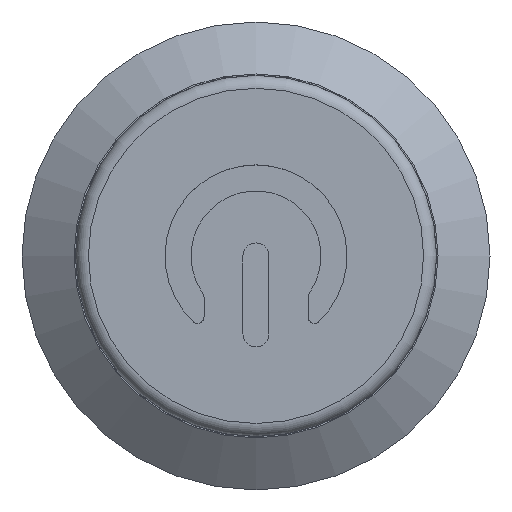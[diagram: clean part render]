
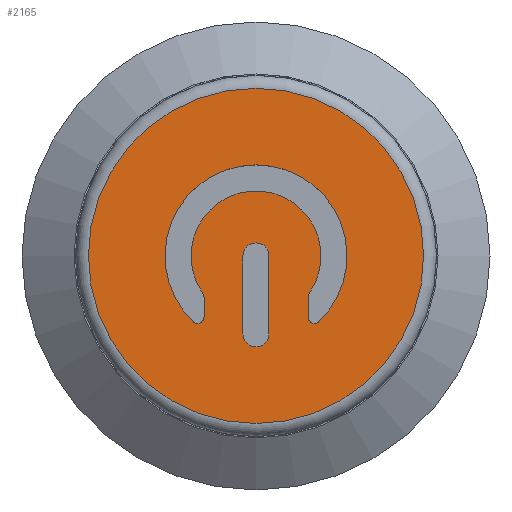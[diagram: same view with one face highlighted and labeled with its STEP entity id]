
A CAD part, top view. The second image highlights one B-rep face of the part: STEP entity #2165.
In plain terms, the highlighted planar face has unit normal (0, 0, 1).
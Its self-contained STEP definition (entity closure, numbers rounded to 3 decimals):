
#105=FACE_BOUND('',#760,.T.);
#106=FACE_BOUND('',#761,.T.);
#208=LINE('',#4646,#366);
#209=LINE('',#4653,#367);
#210=LINE('',#4658,#368);
#211=LINE('',#4661,#369);
#366=VECTOR('',#2805,0.764);
#367=VECTOR('',#2812,0.764);
#368=VECTOR('',#2815,3.);
#369=VECTOR('',#2818,3.);
#513=PLANE('',#2363);
#617=FACE_OUTER_BOUND('',#759,.T.);
#759=EDGE_LOOP('',(#1779));
#760=EDGE_LOOP('',(#1780,#1781,#1782,#1783,#1784,#1785,#1786,#1787));
#761=EDGE_LOOP('',(#1788,#1789,#1790,#1791));
#881=CIRCLE('',#2364,6.446);
#882=CIRCLE('',#2365,0.25);
#883=CIRCLE('',#2366,3.5);
#884=CIRCLE('',#2367,0.25);
#885=CIRCLE('',#2368,0.25);
#886=CIRCLE('',#2369,2.5);
#887=CIRCLE('',#2370,0.25);
#888=CIRCLE('',#2371,0.5);
#889=CIRCLE('',#2372,0.5);
#1085=VERTEX_POINT('',#4636);
#1086=VERTEX_POINT('',#4638);
#1087=VERTEX_POINT('',#4639);
#1088=VERTEX_POINT('',#4641);
#1089=VERTEX_POINT('',#4643);
#1090=VERTEX_POINT('',#4645);
#1091=VERTEX_POINT('',#4647);
#1092=VERTEX_POINT('',#4649);
#1093=VERTEX_POINT('',#4651);
#1094=VERTEX_POINT('',#4654);
#1095=VERTEX_POINT('',#4655);
#1096=VERTEX_POINT('',#4657);
#1097=VERTEX_POINT('',#4659);
#1358=EDGE_CURVE('',#1085,#1085,#881,.T.);
#1359=EDGE_CURVE('',#1086,#1087,#882,.T.);
#1360=EDGE_CURVE('',#1088,#1086,#883,.T.);
#1361=EDGE_CURVE('',#1089,#1088,#884,.T.);
#1362=EDGE_CURVE('',#1090,#1089,#208,.T.);
#1363=EDGE_CURVE('',#1091,#1090,#885,.T.);
#1364=EDGE_CURVE('',#1092,#1091,#886,.T.);
#1365=EDGE_CURVE('',#1093,#1092,#887,.T.);
#1366=EDGE_CURVE('',#1087,#1093,#209,.T.);
#1367=EDGE_CURVE('',#1094,#1095,#888,.T.);
#1368=EDGE_CURVE('',#1096,#1094,#210,.T.);
#1369=EDGE_CURVE('',#1097,#1096,#889,.T.);
#1370=EDGE_CURVE('',#1095,#1097,#211,.T.);
#1779=ORIENTED_EDGE('',*,*,#1358,.T.);
#1780=ORIENTED_EDGE('',*,*,#1359,.F.);
#1781=ORIENTED_EDGE('',*,*,#1360,.F.);
#1782=ORIENTED_EDGE('',*,*,#1361,.F.);
#1783=ORIENTED_EDGE('',*,*,#1362,.F.);
#1784=ORIENTED_EDGE('',*,*,#1363,.F.);
#1785=ORIENTED_EDGE('',*,*,#1364,.F.);
#1786=ORIENTED_EDGE('',*,*,#1365,.F.);
#1787=ORIENTED_EDGE('',*,*,#1366,.F.);
#1788=ORIENTED_EDGE('',*,*,#1367,.F.);
#1789=ORIENTED_EDGE('',*,*,#1368,.F.);
#1790=ORIENTED_EDGE('',*,*,#1369,.F.);
#1791=ORIENTED_EDGE('',*,*,#1370,.F.);
#2165=ADVANCED_FACE('',(#617,#105,#106),#513,.T.);
#2363=AXIS2_PLACEMENT_3D('',#4635,#2795,#2796);
#2364=AXIS2_PLACEMENT_3D('',#4637,#2797,#2798);
#2365=AXIS2_PLACEMENT_3D('',#4640,#2799,#2800);
#2366=AXIS2_PLACEMENT_3D('',#4642,#2801,#2802);
#2367=AXIS2_PLACEMENT_3D('',#4644,#2803,#2804);
#2368=AXIS2_PLACEMENT_3D('',#4648,#2806,#2807);
#2369=AXIS2_PLACEMENT_3D('',#4650,#2808,#2809);
#2370=AXIS2_PLACEMENT_3D('',#4652,#2810,#2811);
#2371=AXIS2_PLACEMENT_3D('',#4656,#2813,#2814);
#2372=AXIS2_PLACEMENT_3D('',#4660,#2816,#2817);
#2795=DIRECTION('center_axis',(0.,0.,1.));
#2796=DIRECTION('ref_axis',(1.,0.,0.));
#2797=DIRECTION('center_axis',(0.,0.,1.));
#2798=DIRECTION('ref_axis',(1.,0.,0.));
#2799=DIRECTION('center_axis',(0.,0.,1.));
#2800=DIRECTION('ref_axis',(-1.,0.,0.));
#2801=DIRECTION('center_axis',(0.,0.,1.));
#2802=DIRECTION('ref_axis',(1.,0.,0.));
#2803=DIRECTION('center_axis',(0.,0.,1.));
#2804=DIRECTION('ref_axis',(1.,0.,0.));
#2805=DIRECTION('',(0.,-1.,0.));
#2806=DIRECTION('center_axis',(0.,0.,1.));
#2807=DIRECTION('ref_axis',(-1.,0.,0.));
#2808=DIRECTION('center_axis',(0.,0.,-1.));
#2809=DIRECTION('ref_axis',(1.,0.,0.));
#2810=DIRECTION('center_axis',(0.,0.,1.));
#2811=DIRECTION('ref_axis',(1.,0.,0.));
#2812=DIRECTION('',(0.,1.,0.));
#2813=DIRECTION('center_axis',(0.,0.,1.));
#2814=DIRECTION('ref_axis',(1.,0.,0.));
#2815=DIRECTION('',(0.,1.,0.));
#2816=DIRECTION('center_axis',(0.,0.,1.));
#2817=DIRECTION('ref_axis',(1.,0.,0.));
#2818=DIRECTION('',(0.,-1.,0.));
#4635=CARTESIAN_POINT('Origin',(0.,0.,2.));
#4636=CARTESIAN_POINT('',(-6.446,0.,2.));
#4637=CARTESIAN_POINT('Origin',(0.,0.,2.));
#4638=CARTESIAN_POINT('',(-2.423,-2.526,2.));
#4639=CARTESIAN_POINT('',(-2.,-2.345,2.));
#4640=CARTESIAN_POINT('Origin',(-2.25,-2.345,2.));
#4641=CARTESIAN_POINT('',(2.423,-2.526,2.));
#4642=CARTESIAN_POINT('Origin',(0.,0.,2.));
#4643=CARTESIAN_POINT('',(2.,-2.345,2.));
#4644=CARTESIAN_POINT('Origin',(2.25,-2.345,2.));
#4645=CARTESIAN_POINT('',(2.,-1.581,2.));
#4646=CARTESIAN_POINT('',(2.,-1.581,2.));
#4647=CARTESIAN_POINT('',(2.045,-1.437,2.));
#4648=CARTESIAN_POINT('Origin',(2.25,-1.581,2.));
#4649=CARTESIAN_POINT('',(-2.045,-1.437,2.));
#4650=CARTESIAN_POINT('Origin',(0.,0.,2.));
#4651=CARTESIAN_POINT('',(-2.,-1.581,2.));
#4652=CARTESIAN_POINT('Origin',(-2.25,-1.581,2.));
#4653=CARTESIAN_POINT('',(-2.,-2.345,2.));
#4654=CARTESIAN_POINT('',(0.5,0.,2.));
#4655=CARTESIAN_POINT('',(-0.5,0.,2.));
#4656=CARTESIAN_POINT('Origin',(0.,0.,2.));
#4657=CARTESIAN_POINT('',(0.5,-3.,2.));
#4658=CARTESIAN_POINT('',(0.5,-3.,2.));
#4659=CARTESIAN_POINT('',(-0.5,-3.,2.));
#4660=CARTESIAN_POINT('Origin',(0.,-3.,2.));
#4661=CARTESIAN_POINT('',(-0.5,0.,2.));
